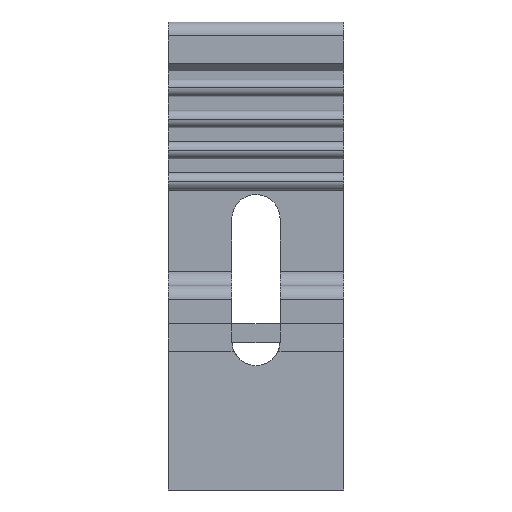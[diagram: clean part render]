
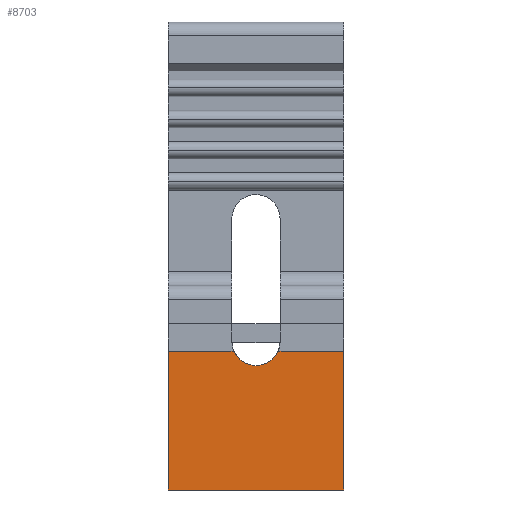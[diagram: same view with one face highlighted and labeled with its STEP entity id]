
A CAD part, front view. The second image highlights one B-rep face of the part: STEP entity #8703.
In plain terms, the highlighted planar face has unit normal (0, -1, 0).
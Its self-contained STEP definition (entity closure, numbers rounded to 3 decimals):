
#249 = PLANE('',#250);
#250 = AXIS2_PLACEMENT_3D('',#251,#252,#253);
#251 = CARTESIAN_POINT('',(-2.525,0.348,11.9));
#252 = DIRECTION('',(1.,0.,0.));
#253 = DIRECTION('',(0.,1.,0.));
#355 = PLANE('',#356);
#356 = AXIS2_PLACEMENT_3D('',#357,#358,#359);
#357 = CARTESIAN_POINT('',(2.525,0.348,11.9));
#358 = DIRECTION('',(1.,0.,0.));
#359 = DIRECTION('',(0.,1.,0.));
#2442 = CYLINDRICAL_SURFACE('',#2443,0.695);
#2443 = AXIS2_PLACEMENT_3D('',#2444,#2445,#2446);
#2444 = CARTESIAN_POINT('',(0.,1.195,7.285));
#2445 = DIRECTION('',(0.,-1.,0.));
#2446 = DIRECTION('',(1.,0.,0.));
#2589 = VERTEX_POINT('',#2590);
#2590 = CARTESIAN_POINT('',(0.634,-1.195,7.));
#2626 = PLANE('',#2627);
#2627 = AXIS2_PLACEMENT_3D('',#2628,#2629,#2630);
#2628 = CARTESIAN_POINT('',(2.525,-1.195,7.));
#2629 = DIRECTION('',(0.,0.,1.));
#2630 = DIRECTION('',(0.,-1.,0.));
#2638 = EDGE_CURVE('',#2639,#2589,#2641,.T.);
#2639 = VERTEX_POINT('',#2640);
#2640 = CARTESIAN_POINT('',(-0.634,-1.195,7.));
#2641 = SURFACE_CURVE('',#2642,(#2647,#2676),.PCURVE_S1.);
#2642 = CIRCLE('',#2643,0.695);
#2643 = AXIS2_PLACEMENT_3D('',#2644,#2645,#2646);
#2644 = CARTESIAN_POINT('',(0.,-1.195,7.285));
#2645 = DIRECTION('',(0.,-1.,0.));
#2646 = DIRECTION('',(0.,0.,-1.));
#2647 = PCURVE('',#2442,#2648);
#2648 = DEFINITIONAL_REPRESENTATION('',(#2649),#2675);
#2649 = B_SPLINE_CURVE_WITH_KNOTS('',3,(#2650,#2651,#2652,#2653,#2654,
    #2655,#2656,#2657,#2658,#2659,#2660,#2661,#2662,#2663,#2664,#2665,
    #2666,#2667,#2668,#2669,#2670,#2671,#2672,#2673,#2674),
  .UNSPECIFIED.,.F.,.F.,(4,1,1,1,1,1,1,1,1,1,1,1,1,1,1,1,1,1,1,1,1,1,4),
  (5.135,5.239,5.344,5.448,
    5.552,5.657,5.761,5.866,
    5.97,6.074,6.179,6.283,
    6.388,6.492,6.596,6.701,
    6.805,6.91,7.014,7.118,
    7.223,7.327,7.431),
  .QUASI_UNIFORM_KNOTS.);
#2650 = CARTESIAN_POINT('',(3.564,2.39));
#2651 = CARTESIAN_POINT('',(3.599,2.39));
#2652 = CARTESIAN_POINT('',(3.669,2.39));
#2653 = CARTESIAN_POINT('',(3.773,2.39));
#2654 = CARTESIAN_POINT('',(3.877,2.39));
#2655 = CARTESIAN_POINT('',(3.982,2.39));
#2656 = CARTESIAN_POINT('',(4.086,2.39));
#2657 = CARTESIAN_POINT('',(4.19,2.39));
#2658 = CARTESIAN_POINT('',(4.295,2.39));
#2659 = CARTESIAN_POINT('',(4.399,2.39));
#2660 = CARTESIAN_POINT('',(4.504,2.39));
#2661 = CARTESIAN_POINT('',(4.608,2.39));
#2662 = CARTESIAN_POINT('',(4.712,2.39));
#2663 = CARTESIAN_POINT('',(4.817,2.39));
#2664 = CARTESIAN_POINT('',(4.921,2.39));
#2665 = CARTESIAN_POINT('',(5.026,2.39));
#2666 = CARTESIAN_POINT('',(5.13,2.39));
#2667 = CARTESIAN_POINT('',(5.234,2.39));
#2668 = CARTESIAN_POINT('',(5.339,2.39));
#2669 = CARTESIAN_POINT('',(5.443,2.39));
#2670 = CARTESIAN_POINT('',(5.547,2.39));
#2671 = CARTESIAN_POINT('',(5.652,2.39));
#2672 = CARTESIAN_POINT('',(5.756,2.39));
#2673 = CARTESIAN_POINT('',(5.826,2.39));
#2674 = CARTESIAN_POINT('',(5.861,2.39));
#2675 = ( GEOMETRIC_REPRESENTATION_CONTEXT(2) 
PARAMETRIC_REPRESENTATION_CONTEXT() REPRESENTATION_CONTEXT('2D SPACE',''
  ) );
#2676 = PCURVE('',#2677,#2682);
#2677 = PLANE('',#2678);
#2678 = AXIS2_PLACEMENT_3D('',#2679,#2680,#2681);
#2679 = CARTESIAN_POINT('',(2.525,-1.195,3.));
#2680 = DIRECTION('',(0.,-1.,0.));
#2681 = DIRECTION('',(0.,0.,-1.));
#2682 = DEFINITIONAL_REPRESENTATION('',(#2683),#2687);
#2683 = CIRCLE('',#2684,0.695);
#2684 = AXIS2_PLACEMENT_2D('',#2685,#2686);
#2685 = CARTESIAN_POINT('',(-4.285,-2.525));
#2686 = DIRECTION('',(1.,0.));
#2687 = ( GEOMETRIC_REPRESENTATION_CONTEXT(2) 
PARAMETRIC_REPRESENTATION_CONTEXT() REPRESENTATION_CONTEXT('2D SPACE',''
  ) );
#2727 = PLANE('',#2728);
#2728 = AXIS2_PLACEMENT_3D('',#2729,#2730,#2731);
#2729 = CARTESIAN_POINT('',(2.525,-1.195,7.));
#2730 = DIRECTION('',(0.,0.,1.));
#2731 = DIRECTION('',(0.,-1.,0.));
#3940 = VERTEX_POINT('',#3941);
#3941 = CARTESIAN_POINT('',(-2.525,-1.195,7.));
#3962 = EDGE_CURVE('',#2639,#3940,#3963,.T.);
#3963 = SURFACE_CURVE('',#3964,(#3968,#3975),.PCURVE_S1.);
#3964 = LINE('',#3965,#3966);
#3965 = CARTESIAN_POINT('',(2.525,-1.195,7.));
#3966 = VECTOR('',#3967,1.);
#3967 = DIRECTION('',(-1.,0.,0.));
#3968 = PCURVE('',#2727,#3969);
#3969 = DEFINITIONAL_REPRESENTATION('',(#3970),#3974);
#3970 = LINE('',#3971,#3972);
#3971 = CARTESIAN_POINT('',(0.,0.));
#3972 = VECTOR('',#3973,1.);
#3973 = DIRECTION('',(0.,-1.));
#3974 = ( GEOMETRIC_REPRESENTATION_CONTEXT(2) 
PARAMETRIC_REPRESENTATION_CONTEXT() REPRESENTATION_CONTEXT('2D SPACE',''
  ) );
#3975 = PCURVE('',#2677,#3976);
#3976 = DEFINITIONAL_REPRESENTATION('',(#3977),#3981);
#3977 = LINE('',#3978,#3979);
#3978 = CARTESIAN_POINT('',(-4.,0.));
#3979 = VECTOR('',#3980,1.);
#3980 = DIRECTION('',(0.,-1.));
#3981 = ( GEOMETRIC_REPRESENTATION_CONTEXT(2) 
PARAMETRIC_REPRESENTATION_CONTEXT() REPRESENTATION_CONTEXT('2D SPACE',''
  ) );
#4151 = PLANE('',#4152);
#4152 = AXIS2_PLACEMENT_3D('',#4153,#4154,#4155);
#4153 = CARTESIAN_POINT('',(2.525,0.,3.));
#4154 = DIRECTION('',(0.,0.,1.));
#4155 = DIRECTION('',(0.,-1.,0.));
#4444 = VERTEX_POINT('',#4445);
#4445 = CARTESIAN_POINT('',(-2.525,-1.195,3.));
#4492 = VERTEX_POINT('',#4493);
#4493 = CARTESIAN_POINT('',(2.525,-1.195,3.));
#4514 = EDGE_CURVE('',#4492,#4444,#4515,.T.);
#4515 = SURFACE_CURVE('',#4516,(#4520,#4527),.PCURVE_S1.);
#4516 = LINE('',#4517,#4518);
#4517 = CARTESIAN_POINT('',(2.525,-1.195,3.));
#4518 = VECTOR('',#4519,1.);
#4519 = DIRECTION('',(-1.,0.,0.));
#4520 = PCURVE('',#4151,#4521);
#4521 = DEFINITIONAL_REPRESENTATION('',(#4522),#4526);
#4522 = LINE('',#4523,#4524);
#4523 = CARTESIAN_POINT('',(1.195,0.));
#4524 = VECTOR('',#4525,1.);
#4525 = DIRECTION('',(0.,-1.));
#4526 = ( GEOMETRIC_REPRESENTATION_CONTEXT(2) 
PARAMETRIC_REPRESENTATION_CONTEXT() REPRESENTATION_CONTEXT('2D SPACE',''
  ) );
#4527 = PCURVE('',#2677,#4528);
#4528 = DEFINITIONAL_REPRESENTATION('',(#4529),#4533);
#4529 = LINE('',#4530,#4531);
#4530 = CARTESIAN_POINT('',(0.,0.));
#4531 = VECTOR('',#4532,1.);
#4532 = DIRECTION('',(0.,-1.));
#4533 = ( GEOMETRIC_REPRESENTATION_CONTEXT(2) 
PARAMETRIC_REPRESENTATION_CONTEXT() REPRESENTATION_CONTEXT('2D SPACE',''
  ) );
#6980 = VERTEX_POINT('',#6981);
#6981 = CARTESIAN_POINT('',(2.525,-1.195,7.));
#7002 = EDGE_CURVE('',#4492,#6980,#7003,.T.);
#7003 = SURFACE_CURVE('',#7004,(#7008,#7015),.PCURVE_S1.);
#7004 = LINE('',#7005,#7006);
#7005 = CARTESIAN_POINT('',(2.525,-1.195,3.));
#7006 = VECTOR('',#7007,1.);
#7007 = DIRECTION('',(0.,0.,1.));
#7008 = PCURVE('',#355,#7009);
#7009 = DEFINITIONAL_REPRESENTATION('',(#7010),#7014);
#7010 = LINE('',#7011,#7012);
#7011 = CARTESIAN_POINT('',(-1.543,-8.9));
#7012 = VECTOR('',#7013,1.);
#7013 = DIRECTION('',(0.,1.));
#7014 = ( GEOMETRIC_REPRESENTATION_CONTEXT(2) 
PARAMETRIC_REPRESENTATION_CONTEXT() REPRESENTATION_CONTEXT('2D SPACE',''
  ) );
#7015 = PCURVE('',#2677,#7016);
#7016 = DEFINITIONAL_REPRESENTATION('',(#7017),#7021);
#7017 = LINE('',#7018,#7019);
#7018 = CARTESIAN_POINT('',(0.,0.));
#7019 = VECTOR('',#7020,1.);
#7020 = DIRECTION('',(-1.,0.));
#7021 = ( GEOMETRIC_REPRESENTATION_CONTEXT(2) 
PARAMETRIC_REPRESENTATION_CONTEXT() REPRESENTATION_CONTEXT('2D SPACE',''
  ) );
#7412 = EDGE_CURVE('',#4444,#3940,#7413,.T.);
#7413 = SURFACE_CURVE('',#7414,(#7418,#7425),.PCURVE_S1.);
#7414 = LINE('',#7415,#7416);
#7415 = CARTESIAN_POINT('',(-2.525,-1.195,3.));
#7416 = VECTOR('',#7417,1.);
#7417 = DIRECTION('',(0.,0.,1.));
#7418 = PCURVE('',#249,#7419);
#7419 = DEFINITIONAL_REPRESENTATION('',(#7420),#7424);
#7420 = LINE('',#7421,#7422);
#7421 = CARTESIAN_POINT('',(-1.543,-8.9));
#7422 = VECTOR('',#7423,1.);
#7423 = DIRECTION('',(0.,1.));
#7424 = ( GEOMETRIC_REPRESENTATION_CONTEXT(2) 
PARAMETRIC_REPRESENTATION_CONTEXT() REPRESENTATION_CONTEXT('2D SPACE',''
  ) );
#7425 = PCURVE('',#2677,#7426);
#7426 = DEFINITIONAL_REPRESENTATION('',(#7427),#7431);
#7427 = LINE('',#7428,#7429);
#7428 = CARTESIAN_POINT('',(0.,-5.05));
#7429 = VECTOR('',#7430,1.);
#7430 = DIRECTION('',(-1.,0.));
#7431 = ( GEOMETRIC_REPRESENTATION_CONTEXT(2) 
PARAMETRIC_REPRESENTATION_CONTEXT() REPRESENTATION_CONTEXT('2D SPACE',''
  ) );
#8681 = EDGE_CURVE('',#6980,#2589,#8682,.T.);
#8682 = SURFACE_CURVE('',#8683,(#8687,#8694),.PCURVE_S1.);
#8683 = LINE('',#8684,#8685);
#8684 = CARTESIAN_POINT('',(2.525,-1.195,7.));
#8685 = VECTOR('',#8686,1.);
#8686 = DIRECTION('',(-1.,0.,0.));
#8687 = PCURVE('',#2626,#8688);
#8688 = DEFINITIONAL_REPRESENTATION('',(#8689),#8693);
#8689 = LINE('',#8690,#8691);
#8690 = CARTESIAN_POINT('',(0.,0.));
#8691 = VECTOR('',#8692,1.);
#8692 = DIRECTION('',(0.,-1.));
#8693 = ( GEOMETRIC_REPRESENTATION_CONTEXT(2) 
PARAMETRIC_REPRESENTATION_CONTEXT() REPRESENTATION_CONTEXT('2D SPACE',''
  ) );
#8694 = PCURVE('',#2677,#8695);
#8695 = DEFINITIONAL_REPRESENTATION('',(#8696),#8700);
#8696 = LINE('',#8697,#8698);
#8697 = CARTESIAN_POINT('',(-4.,0.));
#8698 = VECTOR('',#8699,1.);
#8699 = DIRECTION('',(0.,-1.));
#8700 = ( GEOMETRIC_REPRESENTATION_CONTEXT(2) 
PARAMETRIC_REPRESENTATION_CONTEXT() REPRESENTATION_CONTEXT('2D SPACE',''
  ) );
#8703 = ADVANCED_FACE('',(#8704),#2677,.T.);
#8704 = FACE_BOUND('',#8705,.T.);
#8705 = EDGE_LOOP('',(#8706,#8707,#8708,#8709,#8710,#8711));
#8706 = ORIENTED_EDGE('',*,*,#2638,.F.);
#8707 = ORIENTED_EDGE('',*,*,#3962,.T.);
#8708 = ORIENTED_EDGE('',*,*,#7412,.F.);
#8709 = ORIENTED_EDGE('',*,*,#4514,.F.);
#8710 = ORIENTED_EDGE('',*,*,#7002,.T.);
#8711 = ORIENTED_EDGE('',*,*,#8681,.T.);
